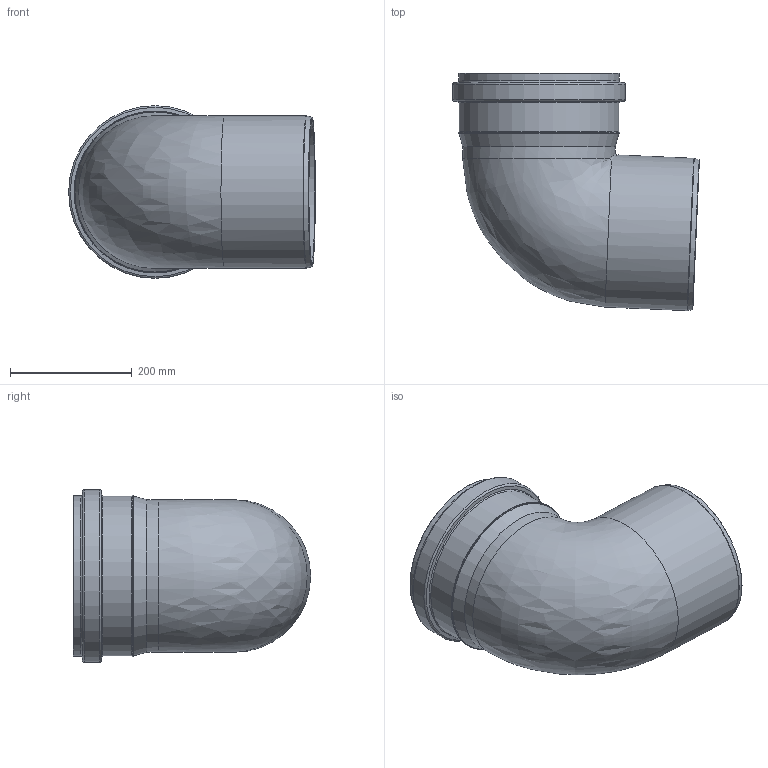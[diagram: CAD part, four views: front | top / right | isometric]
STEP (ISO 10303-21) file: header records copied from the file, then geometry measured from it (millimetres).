
FILE_DESCRIPTION(/* description */ (''),/* implementation_level */ '2;1');
FILE_NAME(/* name */ '224240z.stp',/* time_stamp */ '2025-09-25T10:41:11+02:00',/* author */ ('corinna'),/* organization */ (''),/* preprocessor_version */ 'ST-DEVELOPER v20',/* originating_system */ 'Autodesk Inventor 2024',/* authorisation */ '');
FILE_SCHEMA (('AUTOMOTIVE_DESIGN { 1 0 10303 214 3 1 1 }'));
Length unit declared in the file: millimetre
Products named in the file (1): 224240z
Bounding box: 404.73 x 389.12 x 283.3 mm (x, y, z)
Volume: 1965574.1 mm3; surface area: 764162.6 mm2
Topology: 1 solids, 1 shells, 42 faces, 116 edges, 74 vertices
Faces by surface type: torus 17, cylinder 11, cone 9, bspline 3, plane 2
Full cylindrical faces by diameter (mm): 237.8 x2, 250.2 x2, 251.1 x1, 252.1 x1, 262.1 x1, 263.1 x1, 265.1 x1, 273.7 x1, 283.3 x1
Entity records: 1600 total; most frequent: CARTESIAN_POINT 417, DIRECTION 284, ORIENTED_EDGE 228, AXIS2_PLACEMENT_3D 132, EDGE_CURVE 114, CIRCLE 88, VERTEX_POINT 74, EDGE_LOOP 44
